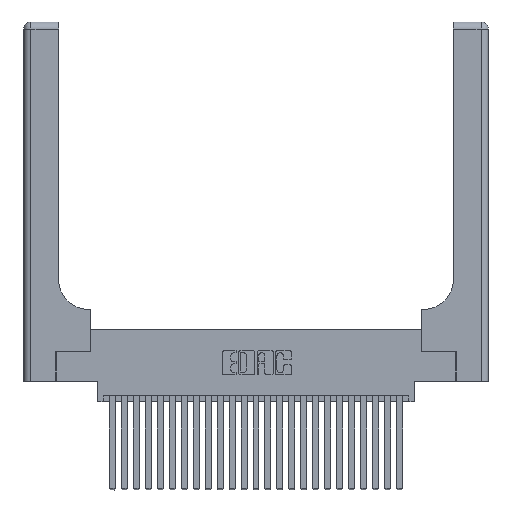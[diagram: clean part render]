
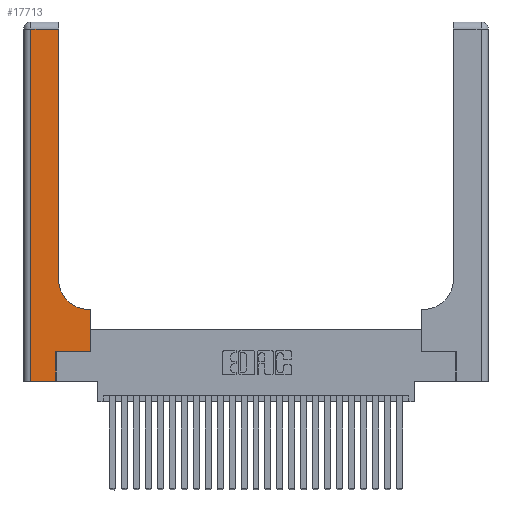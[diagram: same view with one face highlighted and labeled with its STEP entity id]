
A CAD part, top view. The second image highlights one B-rep face of the part: STEP entity #17713.
In plain terms, the highlighted planar face has unit normal (0, 0, 1).
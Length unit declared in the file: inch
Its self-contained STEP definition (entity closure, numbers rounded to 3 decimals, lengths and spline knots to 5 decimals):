
#92 = EDGE_CURVE ( 'NONE', #2802, #9765, #7687, .T. ) ;
#213 = EDGE_CURVE ( 'NONE', #3967, #24220, #16522, .T. ) ;
#297 = DIRECTION ( 'NONE',  ( 0., 1., 0. ) ) ;
#953 = EDGE_CURVE ( 'NONE', #6569, #3967, #15467, .T. ) ;
#1093 = EDGE_CURVE ( 'NONE', #19951, #6569, #23652, .T. ) ;
#1185 = CARTESIAN_POINT ( 'NONE',  ( 0.06, 0., 0.37 ) ) ;
#1811 = CARTESIAN_POINT ( 'NONE',  ( 0., 2.94, 0.37 ) ) ;
#2180 = LINE ( 'NONE', #15627, #10962 ) ;
#2414 = VERTEX_POINT ( 'NONE', #26947 ) ;
#2802 = VERTEX_POINT ( 'NONE', #7797 ) ;
#2991 = LINE ( 'NONE', #26088, #24563 ) ;
#3205 = VERTEX_POINT ( 'NONE', #4713 ) ;
#3295 = VECTOR ( 'NONE', #20451, 39.37008 ) ;
#3641 = ORIENTED_EDGE ( 'NONE', *, *, #16281, .T. ) ;
#3875 = DIRECTION ( 'NONE',  ( 1., 0., 0. ) ) ;
#3967 = VERTEX_POINT ( 'NONE', #4204 ) ;
#4204 = CARTESIAN_POINT ( 'NONE',  ( 0.2915, 0.85, 0.37 ) ) ;
#4353 = VECTOR ( 'NONE', #8839, 39.37008 ) ;
#4464 = CARTESIAN_POINT ( 'NONE',  ( 0.269, 0., 0.37 ) ) ;
#4713 = CARTESIAN_POINT ( 'NONE',  ( 0.06, 2.94, 0.37 ) ) ;
#5262 = LINE ( 'NONE', #20360, #3295 ) ;
#5471 = CARTESIAN_POINT ( 'NONE',  ( 0.269, 0.25, 0.37 ) ) ;
#5727 = VECTOR ( 'NONE', #9752, 39.37008 ) ;
#6170 = EDGE_CURVE ( 'NONE', #3205, #15520, #2991, .T. ) ;
#6569 = VERTEX_POINT ( 'NONE', #24267 ) ;
#7687 = LINE ( 'NONE', #5471, #5727 ) ;
#7699 = DIRECTION ( 'NONE',  ( 0., 0., -1. ) ) ;
#7797 = CARTESIAN_POINT ( 'NONE',  ( 0.269, 0.25, 0.37 ) ) ;
#8093 = DIRECTION ( 'NONE',  ( -1., 0., 0. ) ) ;
#8185 = CARTESIAN_POINT ( 'NONE',  ( 0.5585, 0.25, 0.37 ) ) ;
#8312 = AXIS2_PLACEMENT_3D ( 'NONE', #9986, #14179, #3875 ) ;
#8615 = EDGE_LOOP ( 'NONE', ( #18222, #25317, #20236, #22781, #9688, #22782, #3641, #10191, #18901 ) ) ;
#8839 = DIRECTION ( 'NONE',  ( -1., 0., 0. ) ) ;
#8980 = VECTOR ( 'NONE', #297, 39.37008 ) ;
#9612 = VECTOR ( 'NONE', #8093, 39.37008 ) ;
#9620 = CARTESIAN_POINT ( 'NONE',  ( 0., 3., 0.37 ) ) ;
#9688 = ORIENTED_EDGE ( 'NONE', *, *, #12405, .T. ) ;
#9752 = DIRECTION ( 'NONE',  ( 1., 0., 0. ) ) ;
#9765 = VERTEX_POINT ( 'NONE', #8185 ) ;
#9986 = CARTESIAN_POINT ( 'NONE',  ( 0.5415, 0.85, 0.37 ) ) ;
#10191 = ORIENTED_EDGE ( 'NONE', *, *, #1093, .T. ) ;
#10649 = CARTESIAN_POINT ( 'NONE',  ( 0.2915, 3., 0.37 ) ) ;
#10962 = VECTOR ( 'NONE', #11509, 39.37008 ) ;
#11174 = CARTESIAN_POINT ( 'NONE',  ( 0.2915, 2.94, 0.37 ) ) ;
#11509 = DIRECTION ( 'NONE',  ( 1., 0., 0. ) ) ;
#12405 = EDGE_CURVE ( 'NONE', #2414, #2802, #21236, .T. ) ;
#14179 = DIRECTION ( 'NONE',  ( 0., 0., -1. ) ) ;
#14977 = VECTOR ( 'NONE', #18892, 39.37008 ) ;
#15467 = CIRCLE ( 'NONE', #8312, 0.25 ) ;
#15520 = VERTEX_POINT ( 'NONE', #1185 ) ;
#15627 = CARTESIAN_POINT ( 'NONE',  ( 0., 0., 0.37 ) ) ;
#15821 = DIRECTION ( 'NONE',  ( 0., -1., 0. ) ) ;
#16263 = CARTESIAN_POINT ( 'NONE',  ( 0.5585, 0.6, 0.37 ) ) ;
#16281 = EDGE_CURVE ( 'NONE', #9765, #19951, #5262, .T. ) ;
#16522 = LINE ( 'NONE', #10649, #8980 ) ;
#16787 = LINE ( 'NONE', #1811, #9612 ) ;
#17432 = CARTESIAN_POINT ( 'NONE',  ( 0.2915, 0.6, 0.37 ) ) ;
#17713 = ADVANCED_FACE ( 'NONE', ( #25797 ), #20004, .F. ) ;
#18222 = ORIENTED_EDGE ( 'NONE', *, *, #213, .T. ) ;
#18892 = DIRECTION ( 'NONE',  ( 0., 1., 0. ) ) ;
#18901 = ORIENTED_EDGE ( 'NONE', *, *, #953, .T. ) ;
#19951 = VERTEX_POINT ( 'NONE', #16263 ) ;
#20004 = PLANE ( 'NONE',  #25146 ) ;
#20236 = ORIENTED_EDGE ( 'NONE', *, *, #6170, .T. ) ;
#20360 = CARTESIAN_POINT ( 'NONE',  ( 0.5585, 0.25, 0.37 ) ) ;
#20451 = DIRECTION ( 'NONE',  ( 0., 1., 0. ) ) ;
#21236 = LINE ( 'NONE', #4464, #14977 ) ;
#22781 = ORIENTED_EDGE ( 'NONE', *, *, #23171, .T. ) ;
#22782 = ORIENTED_EDGE ( 'NONE', *, *, #92, .T. ) ;
#23171 = EDGE_CURVE ( 'NONE', #15520, #2414, #2180, .T. ) ;
#23652 = LINE ( 'NONE', #17432, #4353 ) ;
#24220 = VERTEX_POINT ( 'NONE', #11174 ) ;
#24234 = DIRECTION ( 'NONE',  ( -1., 0., 0. ) ) ;
#24267 = CARTESIAN_POINT ( 'NONE',  ( 0.5415, 0.6, 0.37 ) ) ;
#24563 = VECTOR ( 'NONE', #15821, 39.37008 ) ;
#24565 = EDGE_CURVE ( 'NONE', #24220, #3205, #16787, .T. ) ;
#25146 = AXIS2_PLACEMENT_3D ( 'NONE', #9620, #7699, #24234 ) ;
#25317 = ORIENTED_EDGE ( 'NONE', *, *, #24565, .T. ) ;
#25797 = FACE_OUTER_BOUND ( 'NONE', #8615, .T. ) ;
#26088 = CARTESIAN_POINT ( 'NONE',  ( 0.06, 3., 0.37 ) ) ;
#26947 = CARTESIAN_POINT ( 'NONE',  ( 0.269, 0., 0.37 ) ) ;
